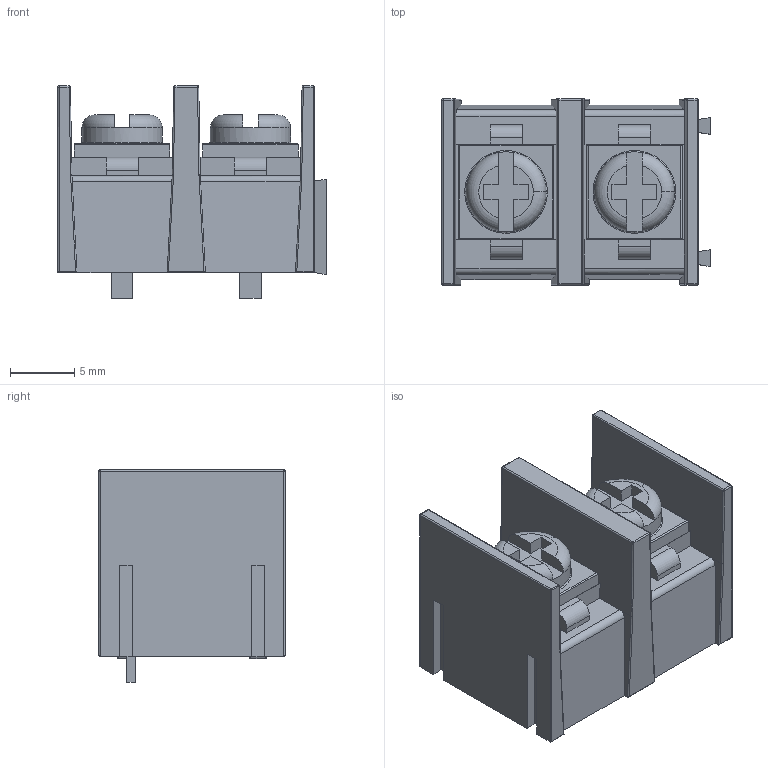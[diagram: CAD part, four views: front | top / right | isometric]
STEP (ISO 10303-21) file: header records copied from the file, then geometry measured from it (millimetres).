
FILE_DESCRIPTION (( 'STEP AP214' ), '1' );
FILE_NAME ('KF1000 Block Connector.STEP', '2022-03-26T03:56:45', ( '' ), ( '' ), 'SwSTEP 2.0', 'SolidWorks 2020', '' );
FILE_SCHEMA (( 'AUTOMOTIVE_DESIGN' ));
Length unit declared in the file: millimetre
Products named in the file (1): KF1000 Block Connector
Bounding box: 20.9 x 14.5 x 16.55 mm (x, y, z)
Volume: 2497.2 mm3; surface area: 2462.7 mm2
Topology: 1 solids, 1 shells, 240 faces, 608 edges, 366 vertices
Faces by surface type: plane 152, cylinder 66, sphere 12, torus 10
Entity records: 8064 total; most frequent: CARTESIAN_POINT 1395, ORIENTED_EDGE 1192, DIRECTION 1122, EDGE_CURVE 596, VECTOR 456, LINE 456, VERTEX_POINT 366, AXIS2_PLACEMENT_3D 333
